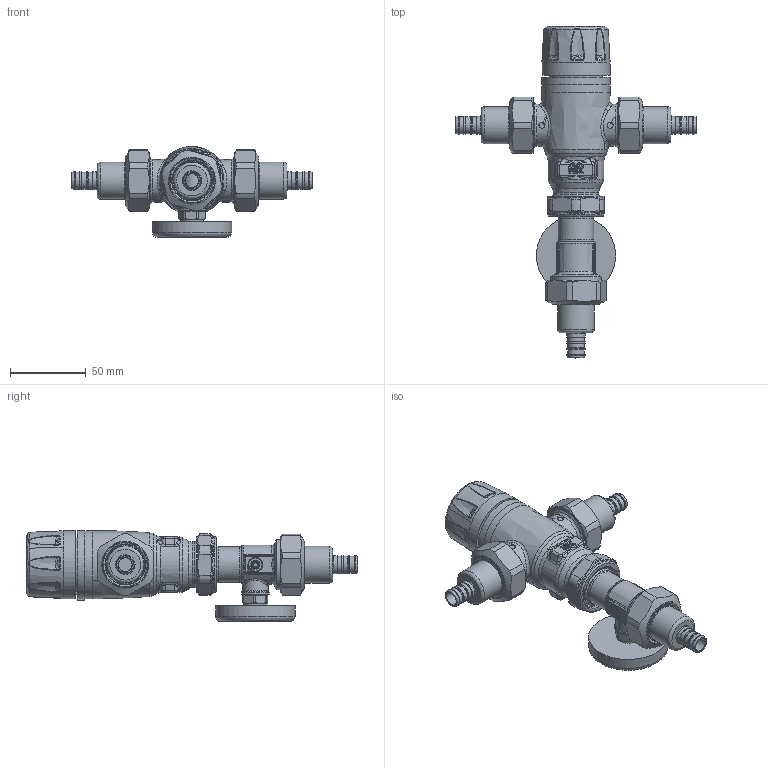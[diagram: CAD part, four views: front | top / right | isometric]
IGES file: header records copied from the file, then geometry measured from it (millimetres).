
Global section: file name: 521417A; native system: Autodesk Inventor 2024; preprocessor: unknown; author: ischreiner; date: 20250612.105339; units: inch
Bounding box: 158.93 x 219.31 x 60.03 mm (x, y, z)
Volume: 271913.8 mm3; surface area: 77365.1 mm2
Topology: 11 solids, 11 shells, 1862 faces, 4355 edges, 2434 vertices
Faces by surface type: bspline 1862
